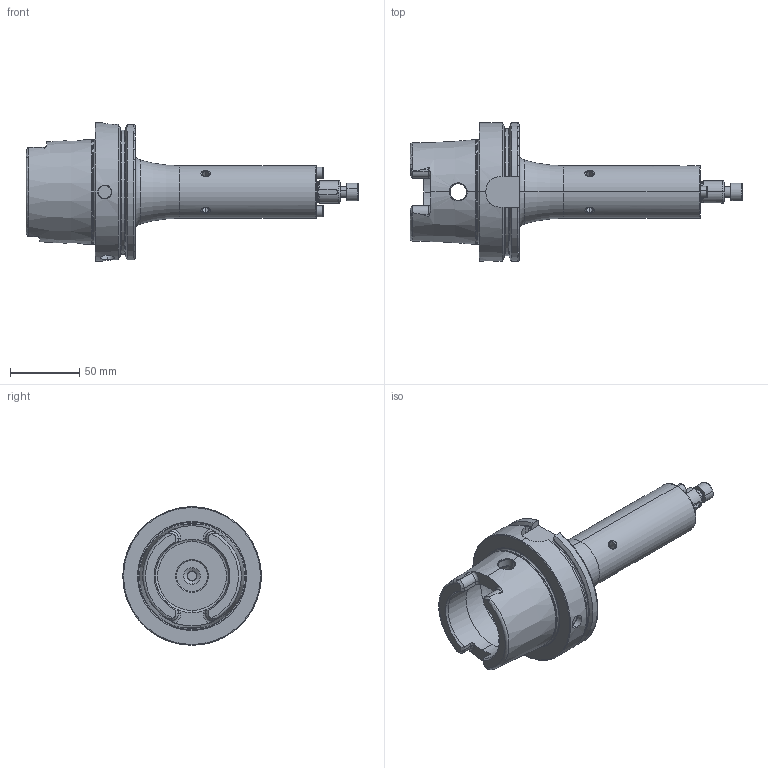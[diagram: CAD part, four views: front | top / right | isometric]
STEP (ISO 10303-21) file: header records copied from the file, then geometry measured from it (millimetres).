
FILE_DESCRIPTION (( 'STEP AP214' ), '1' );
FILE_NAME ('HA0.D16.K01.160.STEP', '2011-10-06T11:16:28', ( 'SwiAdmin' ), ( '' ), 'SwSTEP 2.0', 'SolidWorks 2011', '' );
FILE_SCHEMA (( 'AUTOMOTIVE_DESIGN' ));
Length unit declared in the file: millimetre
Products named in the file (4): D16-ER2.001.015_B; D16-ER1.002.025_A_Default; HA0-D16.K01.160_C_Fertigbearbeitung; HA0.D16.K01.160
Assembly tree (4 placements, depth 2):
  HA0.D16.K01.160
    D16-ER2.001.015_B  x2
    HA0-D16.K01.160_C_Fertigbearbeitung
    D16-ER1.002.025_A_Default
Bounding box: 239.9 x 100 x 100 mm (x, y, z)
Volume: 398738.8 mm3; surface area: 74560.9 mm2
Topology: 4 solids, 4 shells, 374 faces, 910 edges, 538 vertices
Faces by surface type: cylinder 112, cone 97, plane 85, torus 74, bspline 4, sphere 2
Entity records: 12855 total; most frequent: CARTESIAN_POINT 3798, DIRECTION 1618, ORIENTED_EDGE 1570, EDGE_CURVE 785, AXIS2_PLACEMENT_3D 667, VERTEX_POINT 477, EDGE_LOOP 354, CIRCLE 335
